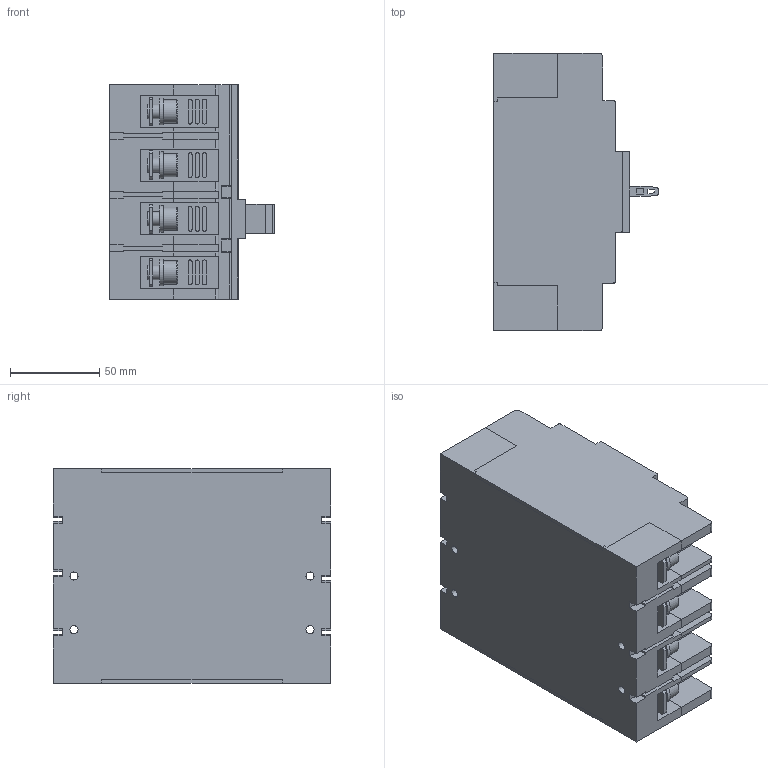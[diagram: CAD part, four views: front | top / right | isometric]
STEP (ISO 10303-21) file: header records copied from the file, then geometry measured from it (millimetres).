
FILE_DESCRIPTION( ( 'Unknown' ), '1' );
FILE_NAME( 'EB2 125 4P.stp', 'Unknown', ( 'Unknown' ), ( 'Unknown' ), 'PSStep 14.0', 'Unknown', ' ' );
FILE_SCHEMA( ( 'AUTOMOTIVE_DESIGN { 1 0 10303 214 1 1 1 1 }' ) );
Length unit declared in the file: millimetre
Products named in the file (11): Assem1; EB2 125 4P; ETIBREAK 2; PS SS DA NA; Tampon_ETI-EB2; N; SZKIELKO
Assembly tree (10 placements, depth 2):
  Assem1
    EB2 125 4P
    EB2 125 4P
    EB2 125 4P
    EB2 125 4P
    EB2 125 4P
    ETIBREAK 2
    PS SS DA NA
    Tampon_ETI-EB2
    N
    SZKIELKO
Bounding box: 92 x 155 x 120 mm (x, y, z)
Volume: 1125859.8 mm3; surface area: 114931.5 mm2
Topology: 10 solids, 10 shells, 1133 faces, 2991 edges, 1994 vertices
Faces by surface type: plane 957, cylinder 140, extrusion 28, torus 8
Full cylindrical faces by diameter (mm): 4.5 x4, 6 x2, 8 x8, 8.5 x2, 10 x8, 12.98 x8, 15 x4
Entity records: 45251 total; most frequent: CARTESIAN_POINT 7833, ORIENTED_EDGE 5854, DIRECTION 5423, EDGE_CURVE 2927, VECTOR 2607, LINE 2579, VERTEX_POINT 1974, AXIS2_PLACEMENT_3D 1408
